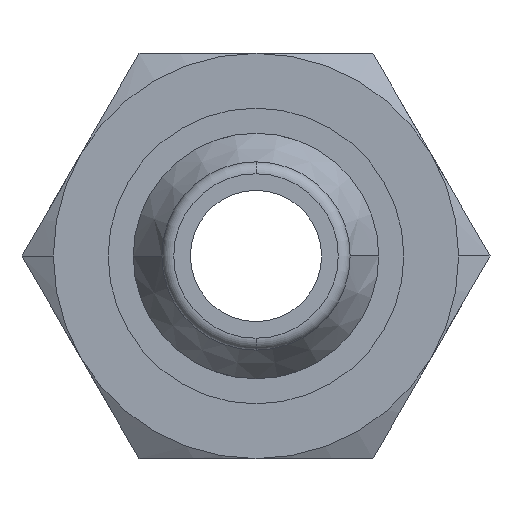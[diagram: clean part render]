
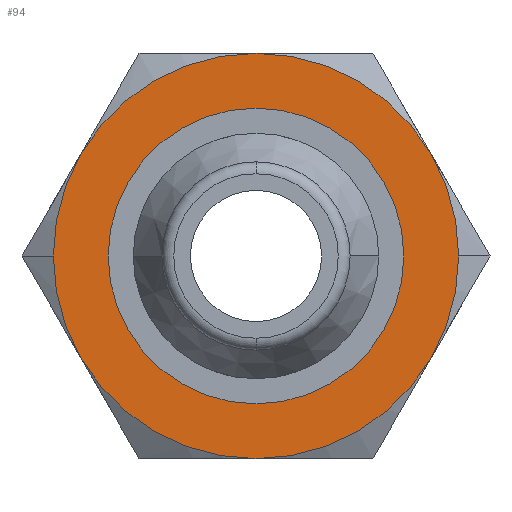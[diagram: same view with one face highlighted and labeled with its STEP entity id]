
A CAD part, front view. The second image highlights one B-rep face of the part: STEP entity #94.
In plain terms, the highlighted planar face has unit normal (0, -1, 0).
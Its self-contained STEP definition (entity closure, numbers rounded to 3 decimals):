
#94=ADVANCED_FACE('',(#226,#227),#228,.T.);
#226=FACE_OUTER_BOUND('',#397,.T.);
#227=FACE_BOUND('',#398,.T.);
#228=PLANE('',#399);
#397=EDGE_LOOP('',(#612,#613,#614,#615,#616,#617,#618,#619));
#398=EDGE_LOOP('',(#620,#621));
#399=AXIS2_PLACEMENT_3D('',#622,#623,#624);
#612=ORIENTED_EDGE('',*,*,#1011,.F.);
#613=ORIENTED_EDGE('',*,*,#1012,.F.);
#614=ORIENTED_EDGE('',*,*,#1013,.F.);
#615=ORIENTED_EDGE('',*,*,#1014,.F.);
#616=ORIENTED_EDGE('',*,*,#1015,.F.);
#617=ORIENTED_EDGE('',*,*,#1016,.F.);
#618=ORIENTED_EDGE('',*,*,#965,.F.);
#619=ORIENTED_EDGE('',*,*,#1017,.F.);
#620=ORIENTED_EDGE('',*,*,#1018,.F.);
#621=ORIENTED_EDGE('',*,*,#1019,.F.);
#622=CARTESIAN_POINT('',(4.25,34.0,0.0));
#623=DIRECTION('',(-0.0,-1.0,-0.0));
#624=DIRECTION('',(-1.0,0.0,0.0));
#965=EDGE_CURVE('',#1129,#1126,#1131,.T.);
#1011=EDGE_CURVE('',#1209,#1210,#1211,.T.);
#1012=EDGE_CURVE('',#1212,#1209,#1213,.T.);
#1013=EDGE_CURVE('',#1214,#1212,#1215,.T.);
#1014=EDGE_CURVE('',#1216,#1214,#1217,.T.);
#1015=EDGE_CURVE('',#1218,#1216,#1219,.T.);
#1016=EDGE_CURVE('',#1126,#1218,#1220,.T.);
#1017=EDGE_CURVE('',#1210,#1129,#1221,.T.);
#1018=EDGE_CURVE('',#1222,#1223,#1224,.T.);
#1019=EDGE_CURVE('',#1223,#1222,#1225,.T.);
#1126=VERTEX_POINT('',#1356);
#1129=VERTEX_POINT('',#1370);
#1131=CIRCLE('',#1383,8.5);
#1209=VERTEX_POINT('',#1535);
#1210=VERTEX_POINT('',#1536);
#1211=CIRCLE('',#1537,8.5);
#1212=VERTEX_POINT('',#1538);
#1213=CIRCLE('',#1539,8.5);
#1214=VERTEX_POINT('',#1540);
#1215=CIRCLE('',#1541,8.5);
#1216=VERTEX_POINT('',#1542);
#1217=CIRCLE('',#1543,8.5);
#1218=VERTEX_POINT('',#1544);
#1219=CIRCLE('',#1545,8.5);
#1220=CIRCLE('',#1546,8.5);
#1221=CIRCLE('',#1547,8.5);
#1222=VERTEX_POINT('',#1548);
#1223=VERTEX_POINT('',#1549);
#1224=CIRCLE('',#1550,6.2);
#1225=CIRCLE('',#1551,6.2);
#1356=CARTESIAN_POINT('',(0.0,34.0,-8.5));
#1370=CARTESIAN_POINT('',(7.361,34.0,-4.25));
#1383=AXIS2_PLACEMENT_3D('',#1879,#1880,#1881);
#1535=CARTESIAN_POINT('',(7.361,34.0,4.25));
#1536=CARTESIAN_POINT('',(8.5,34.0,0.));
#1537=AXIS2_PLACEMENT_3D('',#1956,#1957,#1958);
#1538=CARTESIAN_POINT('',(0.,34.0,8.5));
#1539=AXIS2_PLACEMENT_3D('',#1959,#1960,#1961);
#1540=CARTESIAN_POINT('',(-7.361,34.0,4.25));
#1541=AXIS2_PLACEMENT_3D('',#1962,#1963,#1964);
#1542=CARTESIAN_POINT('',(-8.5,34.0,0.));
#1543=AXIS2_PLACEMENT_3D('',#1965,#1966,#1967);
#1544=CARTESIAN_POINT('',(-7.361,34.0,-4.25));
#1545=AXIS2_PLACEMENT_3D('',#1968,#1969,#1970);
#1546=AXIS2_PLACEMENT_3D('',#1971,#1972,#1973);
#1547=AXIS2_PLACEMENT_3D('',#1974,#1975,#1976);
#1548=CARTESIAN_POINT('',(-6.2,34.0,0.));
#1549=CARTESIAN_POINT('',(6.2,34.0,0.));
#1550=AXIS2_PLACEMENT_3D('',#1977,#1978,#1979);
#1551=AXIS2_PLACEMENT_3D('',#1980,#1981,#1982);
#1879=CARTESIAN_POINT('',(0.0,34.0,0.0));
#1880=DIRECTION('',(-0.0,1.0,0.0));
#1881=DIRECTION('',(1.0,0.0,0.0));
#1956=CARTESIAN_POINT('',(0.0,34.0,0.0));
#1957=DIRECTION('',(-0.0,1.0,0.0));
#1958=DIRECTION('',(1.0,0.0,0.0));
#1959=CARTESIAN_POINT('',(0.0,34.0,0.0));
#1960=DIRECTION('',(-0.0,1.0,0.0));
#1961=DIRECTION('',(1.0,0.0,0.0));
#1962=CARTESIAN_POINT('',(0.0,34.0,0.0));
#1963=DIRECTION('',(-0.0,1.0,0.0));
#1964=DIRECTION('',(1.0,0.0,0.0));
#1965=CARTESIAN_POINT('',(0.0,34.0,0.0));
#1966=DIRECTION('',(-0.0,1.0,0.0));
#1967=DIRECTION('',(1.0,0.0,0.0));
#1968=CARTESIAN_POINT('',(0.0,34.0,0.0));
#1969=DIRECTION('',(-0.0,1.0,0.0));
#1970=DIRECTION('',(1.0,0.0,0.0));
#1971=CARTESIAN_POINT('',(0.0,34.0,0.0));
#1972=DIRECTION('',(-0.0,1.0,0.0));
#1973=DIRECTION('',(1.0,0.0,0.0));
#1974=CARTESIAN_POINT('',(0.0,34.0,0.0));
#1975=DIRECTION('',(-0.0,1.0,0.0));
#1976=DIRECTION('',(1.0,0.0,0.0));
#1977=CARTESIAN_POINT('',(0.0,34.0,0.0));
#1978=DIRECTION('',(0.0,-1.0,0.0));
#1979=DIRECTION('',(1.0,0.0,0.0));
#1980=CARTESIAN_POINT('',(0.0,34.0,0.0));
#1981=DIRECTION('',(0.0,-1.0,0.0));
#1982=DIRECTION('',(1.0,0.0,0.0));
